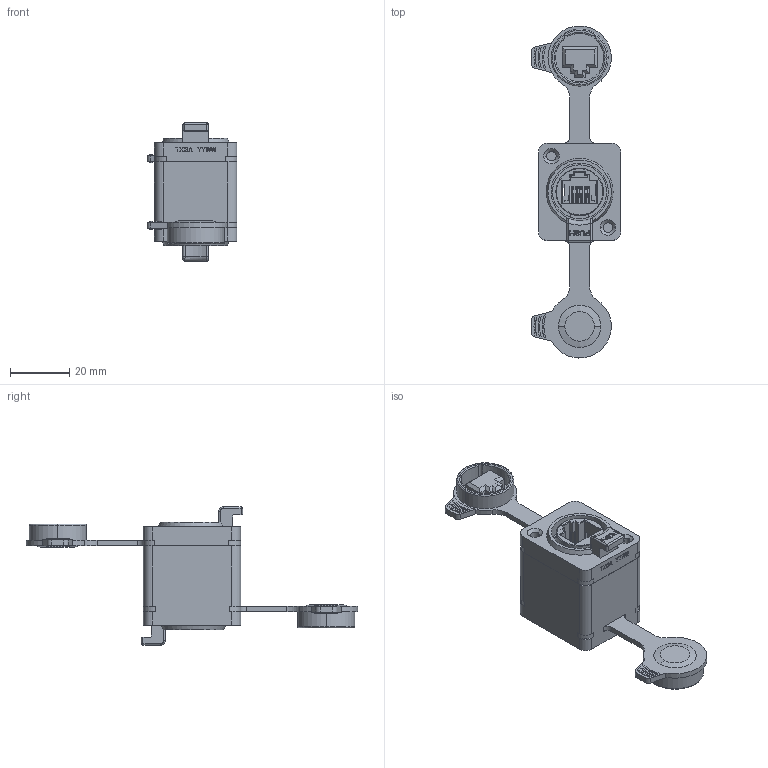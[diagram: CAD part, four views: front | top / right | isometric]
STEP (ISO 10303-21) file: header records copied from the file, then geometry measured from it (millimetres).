
FILE_DESCRIPTION((''),'2;1');
FILE_NAME('PRT0002','2025-11-10T17:37:10',('gongchengVV'),(''),'CREO PARAMETRIC BY PTC INC, 2020033','CREO PARAMETRIC BY PTC INC, 2020033','');
FILE_SCHEMA(('CONFIG_CONTROL_DESIGN'));
Length unit declared in the file: millimetre
Products named in the file (1): PRT0002
Bounding box: 30.15 x 111.59 x 46.64 mm (x, y, z)
Volume: 26285.6 mm3; surface area: 24150.6 mm2
Topology: 1 solids, 13 shells, 1551 faces, 4374 edges, 2872 vertices
Faces by surface type: plane 1249, cylinder 266, torus 14, cone 10, bspline 8, sphere 4
Entity records: 50161 total; most frequent: CARTESIAN_POINT 9382, ORIENTED_EDGE 8744, DIRECTION 8110, EDGE_CURVE 4374, VECTOR 3630, LINE 3630, VERTEX_POINT 2872, AXIS2_PLACEMENT_3D 2240
